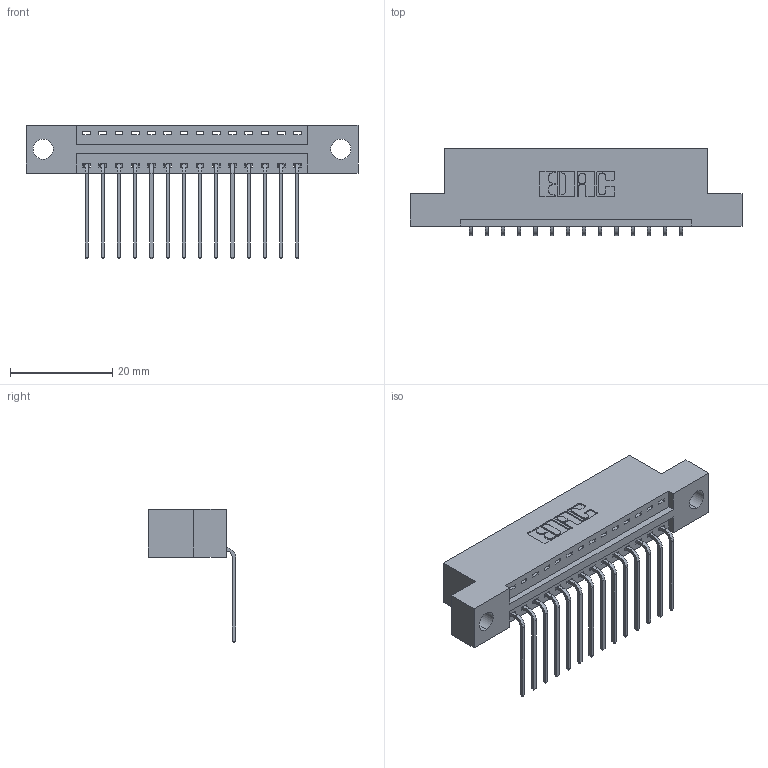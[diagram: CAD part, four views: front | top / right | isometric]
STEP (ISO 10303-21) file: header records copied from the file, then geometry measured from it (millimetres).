
FILE_DESCRIPTION (( 'STEP AP203' ), '1' );
FILE_NAME ('346-014-559-104.STEP', '2018-08-20T02:02:30', ( '' ), ( '' ), 'SwSTEP 2.0', 'SolidWorks 2016', '' );
FILE_SCHEMA (( 'CONFIG_CONTROL_DESIGN' ));
Length unit declared in the file: inch
Products named in the file (3): 346-014-559-104; 346 Part_Flush Mounting Lugs - 0.156 Dia-TH; 345-292-001_558 559 Tail - 1
Assembly tree (15 placements, depth 2):
  346-014-559-104
    346 Part_Flush Mounting Lugs - 0.156 Dia-TH
    345-292-001_558 559 Tail - 1  x14
Bounding box: 65.02 x 17.08 x 26.16 mm (x, y, z)
Volume: 5990.1 mm3; surface area: 7268 mm2
Topology: 15 solids, 15 shells, 962 faces, 2877 edges, 1898 vertices
Faces by surface type: plane 664, cylinder 298
Entity records: 12545 total; most frequent: CARTESIAN_POINT 2166, ORIENTED_EDGE 2114, DIRECTION 1945, EDGE_CURVE 1057, LINE 869, VECTOR 869, VERTEX_POINT 702, AXIS2_PLACEMENT_3D 538
